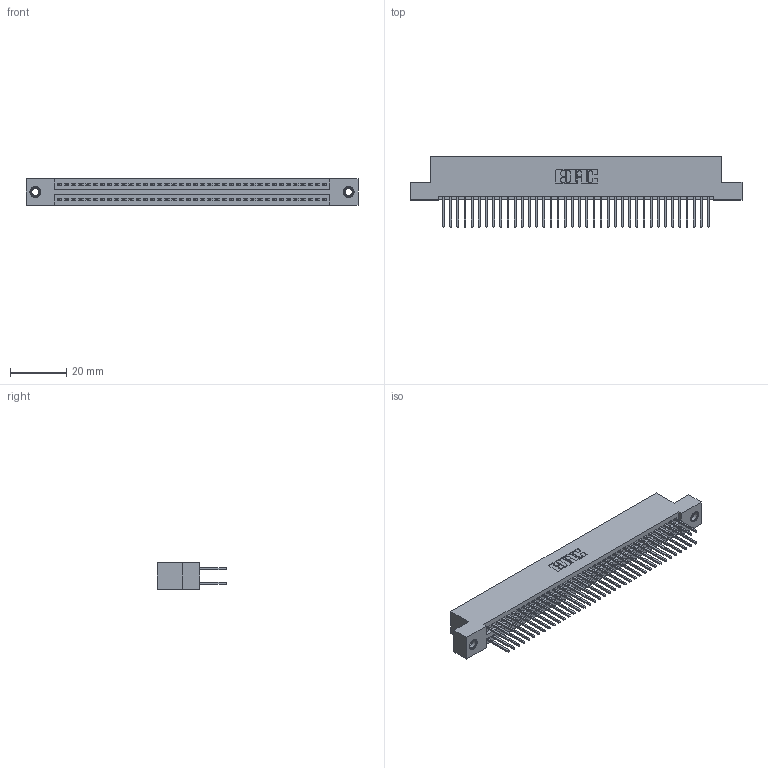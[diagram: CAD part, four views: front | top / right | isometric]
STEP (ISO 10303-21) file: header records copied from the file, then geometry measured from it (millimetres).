
FILE_DESCRIPTION (( 'STEP AP203' ), '1' );
FILE_NAME ('395-076-523-207.STEP', '2018-11-27T20:49:53', ( '' ), ( '' ), 'SwSTEP 2.0', 'SolidWorks 2016', '' );
FILE_SCHEMA (( 'CONFIG_CONTROL_DESIGN' ));
Length unit declared in the file: inch
Products named in the file (4): 345 Part_Flush Mounting Lugs - 0.156 Dia-TI; 395-076-523-207; 345-250-001_345-250-005-103; 345-292-001_345-293-123
Assembly tree (79 placements, depth 2):
  395-076-523-207
    345 Part_Flush Mounting Lugs - 0.156 Dia-TI
    345-292-001_345-293-123  x76
    345-250-001_345-250-005-103  x2
Bounding box: 117.73 x 24.82 x 9.4 mm (x, y, z)
Volume: 11541.5 mm3; surface area: 17709.4 mm2
Topology: 79 solids, 79 shells, 3986 faces, 11801 edges, 7758 vertices
Faces by surface type: plane 2620, cylinder 1350, cone 12, torus 4
Entity records: 31558 total; most frequent: CARTESIAN_POINT 5275, ORIENTED_EDGE 5202, DIRECTION 4683, EDGE_CURVE 2601, LINE 2297, VECTOR 2297, VERTEX_POINT 1728, AXIS2_PLACEMENT_3D 1193
